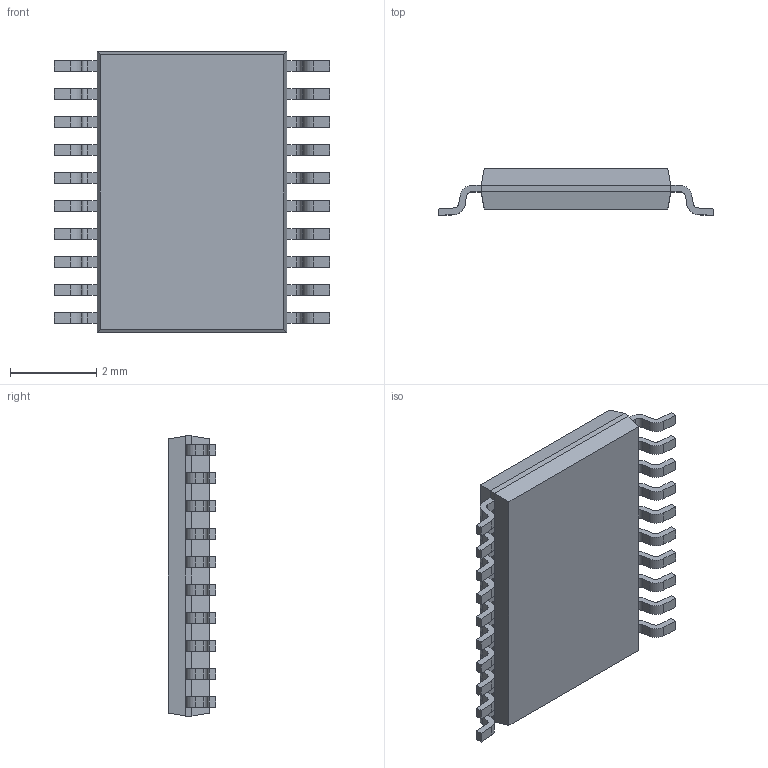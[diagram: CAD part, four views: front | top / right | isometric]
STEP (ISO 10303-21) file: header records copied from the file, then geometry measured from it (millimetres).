
FILE_DESCRIPTION (( 'STEP AP214' ), '1' );
FILE_NAME ('SOT360-1.STEP', '2020-09-17T07:01:20', ( '' ), ( '' ), 'SwSTEP 2.0', 'SolidWorks 2017', '' );
FILE_SCHEMA (( 'AUTOMOTIVE_DESIGN' ));
Length unit declared in the file: millimetre
Products named in the file (1): SOT360-1
Bounding box: 6.4 x 1.1 x 6.5 mm (x, y, z)
Volume: 27.5 mm3; surface area: 98.8 mm2
Topology: 22 solids, 22 shells, 301 faces, 760 edges, 504 vertices
Faces by surface type: plane 217, cylinder 84
Entity records: 9221 total; most frequent: CARTESIAN_POINT 1566, DIRECTION 1532, ORIENTED_EDGE 1520, EDGE_CURVE 760, VECTOR 592, LINE 592, VERTEX_POINT 504, AXIS2_PLACEMENT_3D 470
